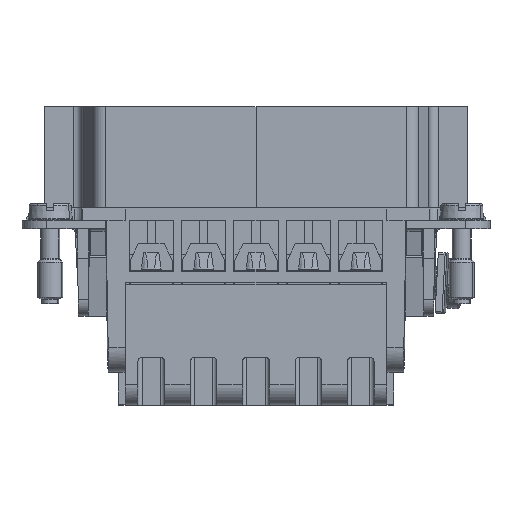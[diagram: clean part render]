
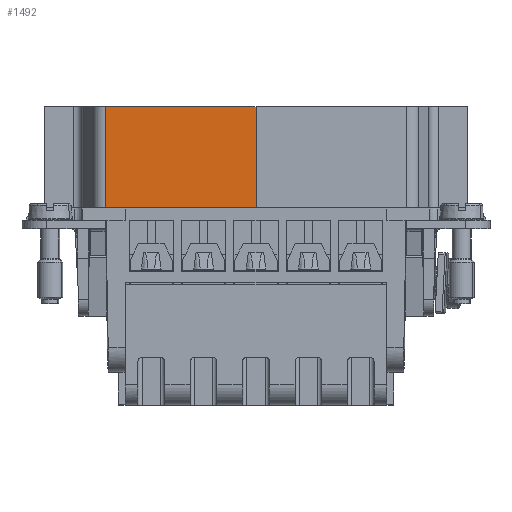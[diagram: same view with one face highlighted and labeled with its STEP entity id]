
A CAD part, left-side view. The second image highlights one B-rep face of the part: STEP entity #1492.
In plain terms, the highlighted planar face has unit normal (-1, 0, 0).
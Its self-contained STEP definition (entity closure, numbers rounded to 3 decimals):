
#1464=AXIS2_PLACEMENT_3D('Plane Axis2P3D',#1461,#1462,#1463) ;
#238=CARTESIAN_POINT('Vertex',(0.7,46.313,35.95)) ;
#241=CARTESIAN_POINT('Line Origine',(0.7,37.232,35.95)) ;
#245=CARTESIAN_POINT('Vertex',(0.7,28.15,35.95)) ;
#1446=CARTESIAN_POINT('Vertex',(0.7,46.313,23.75)) ;
#1449=CARTESIAN_POINT('Line Origine',(0.7,46.313,29.85)) ;
#1461=CARTESIAN_POINT('Axis2P3D Location',(0.7,28.15,23.75)) ;
#1466=CARTESIAN_POINT('Line Origine',(0.7,45.107,23.75)) ;
#1470=CARTESIAN_POINT('Vertex',(0.7,43.9,23.75)) ;
#1473=CARTESIAN_POINT('Line Origine',(0.7,36.025,23.75)) ;
#1477=CARTESIAN_POINT('Vertex',(0.7,28.15,23.75)) ;
#1480=CARTESIAN_POINT('Line Origine',(0.7,28.15,29.85)) ;
#242=DIRECTION('Vector Direction',(0.,1.,0.)) ;
#1450=DIRECTION('Vector Direction',(0.,0.,1.)) ;
#1462=DIRECTION('Axis2P3D Direction',(-1.,0.,0.)) ;
#1463=DIRECTION('Axis2P3D XDirection',(0.,-1.,0.)) ;
#1467=DIRECTION('Vector Direction',(0.,1.,0.)) ;
#1474=DIRECTION('Vector Direction',(0.,1.,0.)) ;
#1481=DIRECTION('Vector Direction',(0.,0.,1.)) ;
#243=VECTOR('Line Direction',#242,1.) ;
#1451=VECTOR('Line Direction',#1450,1.) ;
#1468=VECTOR('Line Direction',#1467,1.) ;
#1475=VECTOR('Line Direction',#1474,1.) ;
#1482=VECTOR('Line Direction',#1481,1.) ;
#1486=ORIENTED_EDGE('',*,*,#1472,.T.) ;
#1487=ORIENTED_EDGE('',*,*,#1479,.T.) ;
#1488=ORIENTED_EDGE('',*,*,#1484,.T.) ;
#1489=ORIENTED_EDGE('',*,*,#247,.F.) ;
#1490=ORIENTED_EDGE('',*,*,#1453,.F.) ;
#1492=ADVANCED_FACE('Hauptk\X2\00F6\X0\rper',(#1491),#1465,.T.) ;
#247=EDGE_CURVE('',#239,#246,#244,.F.) ;
#1453=EDGE_CURVE('',#1447,#239,#1452,.T.) ;
#1472=EDGE_CURVE('',#1447,#1471,#1469,.F.) ;
#1479=EDGE_CURVE('',#1471,#1478,#1476,.F.) ;
#1484=EDGE_CURVE('',#1478,#246,#1483,.T.) ;
#1485=EDGE_LOOP('',(#1486,#1487,#1488,#1489,#1490)) ;
#1491=FACE_OUTER_BOUND('',#1485,.T.) ;
#244=LINE('Line',#241,#243) ;
#1452=LINE('Line',#1449,#1451) ;
#1469=LINE('Line',#1466,#1468) ;
#1476=LINE('Line',#1473,#1475) ;
#1483=LINE('Line',#1480,#1482) ;
#1465=PLANE('',#1464) ;
#239=VERTEX_POINT('',#238) ;
#246=VERTEX_POINT('',#245) ;
#1447=VERTEX_POINT('',#1446) ;
#1471=VERTEX_POINT('',#1470) ;
#1478=VERTEX_POINT('',#1477) ;
